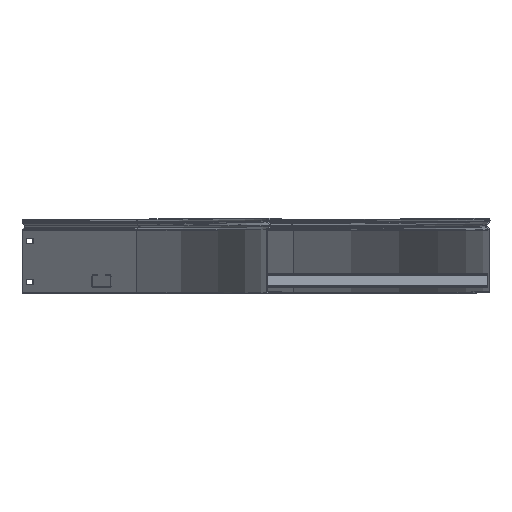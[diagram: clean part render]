
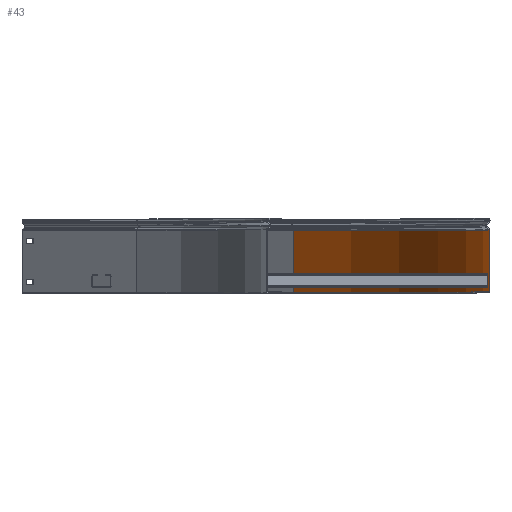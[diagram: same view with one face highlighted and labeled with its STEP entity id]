
A CAD part, top view. The second image highlights one B-rep face of the part: STEP entity #43.
In plain terms, the highlighted cylindrical face has radius 901 mm (diameter 1802 mm), a partial arc.
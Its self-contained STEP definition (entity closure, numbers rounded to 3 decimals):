
#43 = ADVANCED_FACE ( 'NONE', ( #4652 ), #6783, .F. ) ;
#47 = EDGE_LOOP ( 'NONE', ( #2495, #5451, #4566, #4276 ) ) ;
#380 = DIRECTION ( 'NONE',  ( 0., 1., 0. ) ) ;
#540 = CARTESIAN_POINT ( 'NONE',  ( 637.103, 1.2, -637.103 ) ) ;
#815 = DIRECTION ( 'NONE',  ( 0., 1., 0. ) ) ;
#854 = AXIS2_PLACEMENT_3D ( 'NONE', #1497, #2030, #7026 ) ;
#1092 = VERTEX_POINT ( 'NONE', #1692 ) ;
#1130 = CARTESIAN_POINT ( 'NONE',  ( 0., 84.499, 0. ) ) ;
#1497 = CARTESIAN_POINT ( 'NONE',  ( 0., 0., 0. ) ) ;
#1692 = CARTESIAN_POINT ( 'NONE',  ( 901., 1.2, 0. ) ) ;
#2030 = DIRECTION ( 'NONE',  ( 0., 1., 0. ) ) ;
#2036 = VERTEX_POINT ( 'NONE', #3218 ) ;
#2307 = EDGE_CURVE ( 'NONE', #4955, #4114, #6957, .T. ) ;
#2495 = ORIENTED_EDGE ( 'NONE', *, *, #3083, .T. ) ;
#2744 = DIRECTION ( 'NONE',  ( 0., 0., 1. ) ) ;
#3083 = EDGE_CURVE ( 'NONE', #2036, #4114, #7143, .T. ) ;
#3196 = CIRCLE ( 'NONE', #5762, 901. ) ;
#3218 = CARTESIAN_POINT ( 'NONE',  ( 901., 84.499, 0. ) ) ;
#3541 = CARTESIAN_POINT ( 'NONE',  ( 637.103, 84.499, -637.103 ) ) ;
#4114 = VERTEX_POINT ( 'NONE', #3541 ) ;
#4255 = DIRECTION ( 'NONE',  ( 0., 0., 1. ) ) ;
#4276 = ORIENTED_EDGE ( 'NONE', *, *, #4778, .T. ) ;
#4566 = ORIENTED_EDGE ( 'NONE', *, *, #5401, .T. ) ;
#4652 = FACE_OUTER_BOUND ( 'NONE', #47, .T. ) ;
#4778 = EDGE_CURVE ( 'NONE', #1092, #2036, #6505, .T. ) ;
#4809 = AXIS2_PLACEMENT_3D ( 'NONE', #1130, #6718, #4255 ) ;
#4955 = VERTEX_POINT ( 'NONE', #540 ) ;
#5401 = EDGE_CURVE ( 'NONE', #4955, #1092, #3196, .T. ) ;
#5451 = ORIENTED_EDGE ( 'NONE', *, *, #2307, .F. ) ;
#5762 = AXIS2_PLACEMENT_3D ( 'NONE', #7767, #7029, #2744 ) ;
#5958 = CARTESIAN_POINT ( 'NONE',  ( 637.103, 2.2, -637.103 ) ) ;
#6505 = LINE ( 'NONE', #7728, #6603 ) ;
#6603 = VECTOR ( 'NONE', #815, 1000. ) ;
#6718 = DIRECTION ( 'NONE',  ( 0., 1., 0. ) ) ;
#6783 = CYLINDRICAL_SURFACE ( 'NONE', #854, 901. ) ;
#6957 = LINE ( 'NONE', #5958, #7356 ) ;
#7026 = DIRECTION ( 'NONE',  ( 0., 0., 1. ) ) ;
#7029 = DIRECTION ( 'NONE',  ( 0., -1., 0. ) ) ;
#7143 = CIRCLE ( 'NONE', #4809, 901. ) ;
#7356 = VECTOR ( 'NONE', #380, 1000. ) ;
#7728 = CARTESIAN_POINT ( 'NONE',  ( 901., 0., 0. ) ) ;
#7767 = CARTESIAN_POINT ( 'NONE',  ( 0., 1.2, 0. ) ) ;
